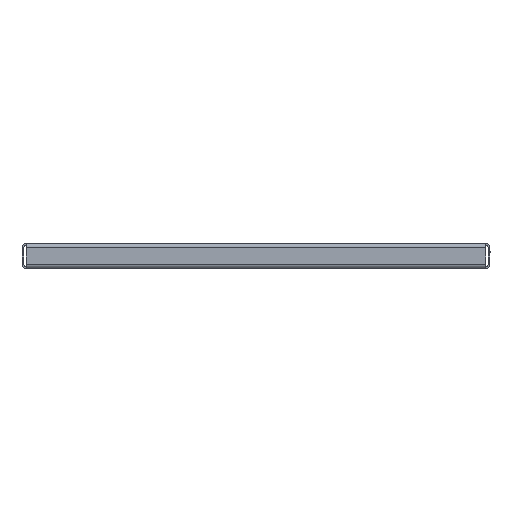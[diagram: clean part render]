
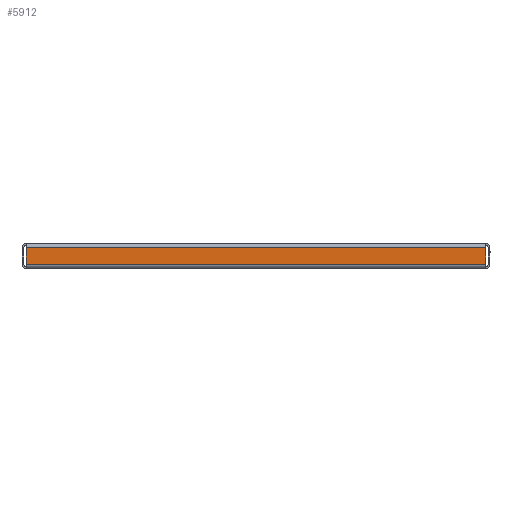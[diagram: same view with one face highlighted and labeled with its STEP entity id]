
A CAD part, front view. The second image highlights one B-rep face of the part: STEP entity #5912.
In plain terms, the highlighted planar face has unit normal (0, -1, 0).
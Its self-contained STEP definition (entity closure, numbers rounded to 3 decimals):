
#259 = LINE ( 'NONE', #4805, #4023 ) ;
#852 = DIRECTION ( 'NONE',  ( 0., 0., 1. ) ) ;
#883 = DIRECTION ( 'NONE',  ( 0., 0., -1. ) ) ;
#928 = ORIENTED_EDGE ( 'NONE', *, *, #4823, .F. ) ;
#968 = ORIENTED_EDGE ( 'NONE', *, *, #5711, .T. ) ;
#1243 = LINE ( 'NONE', #3606, #3820 ) ;
#1436 = CARTESIAN_POINT ( 'NONE',  ( -245.4, -4.6, 0. ) ) ;
#1823 = ORIENTED_EDGE ( 'NONE', *, *, #2770, .T. ) ;
#1829 = FACE_OUTER_BOUND ( 'NONE', #3314, .T. ) ;
#2041 = CARTESIAN_POINT ( 'NONE',  ( -245.4, -4.6, -22.4 ) ) ;
#2477 = DIRECTION ( 'NONE',  ( 1., 0., 0. ) ) ;
#2770 = EDGE_CURVE ( 'NONE', #5992, #3359, #6042, .T. ) ;
#2812 = VERTEX_POINT ( 'NONE', #4664 ) ;
#2963 = DIRECTION ( 'NONE',  ( 0., 0., 1. ) ) ;
#3314 = EDGE_LOOP ( 'NONE', ( #4839, #968, #928, #1823 ) ) ;
#3359 = VERTEX_POINT ( 'NONE', #2041 ) ;
#3378 = LINE ( 'NONE', #5251, #5883 ) ;
#3606 = CARTESIAN_POINT ( 'NONE',  ( -245.4, -4.6, -22.4 ) ) ;
#3680 = PLANE ( 'NONE',  #4412 ) ;
#3820 = VECTOR ( 'NONE', #5000, 1000. ) ;
#4023 = VECTOR ( 'NONE', #2477, 1000. ) ;
#4412 = AXIS2_PLACEMENT_3D ( 'NONE', #5020, #5562, #852 ) ;
#4523 = EDGE_CURVE ( 'NONE', #3359, #2812, #1243, .T. ) ;
#4539 = CARTESIAN_POINT ( 'NONE',  ( -245.4, -4.6, -4.6 ) ) ;
#4546 = CARTESIAN_POINT ( 'NONE',  ( 245.4, -4.6, -4.6 ) ) ;
#4664 = CARTESIAN_POINT ( 'NONE',  ( 245.4, -4.6, -22.4 ) ) ;
#4805 = CARTESIAN_POINT ( 'NONE',  ( 245.4, -4.6, -4.6 ) ) ;
#4823 = EDGE_CURVE ( 'NONE', #5992, #5934, #259, .T. ) ;
#4839 = ORIENTED_EDGE ( 'NONE', *, *, #4523, .T. ) ;
#5000 = DIRECTION ( 'NONE',  ( 1., 0., 0. ) ) ;
#5020 = CARTESIAN_POINT ( 'NONE',  ( 0., -4.6, 0. ) ) ;
#5251 = CARTESIAN_POINT ( 'NONE',  ( 245.4, -4.6, 0. ) ) ;
#5485 = VECTOR ( 'NONE', #883, 1000. ) ;
#5562 = DIRECTION ( 'NONE',  ( 0., 1., 0. ) ) ;
#5711 = EDGE_CURVE ( 'NONE', #2812, #5934, #3378, .T. ) ;
#5883 = VECTOR ( 'NONE', #2963, 1000. ) ;
#5912 = ADVANCED_FACE ( 'NONE', ( #1829 ), #3680, .F. ) ;
#5934 = VERTEX_POINT ( 'NONE', #4546 ) ;
#5992 = VERTEX_POINT ( 'NONE', #4539 ) ;
#6042 = LINE ( 'NONE', #1436, #5485 ) ;
